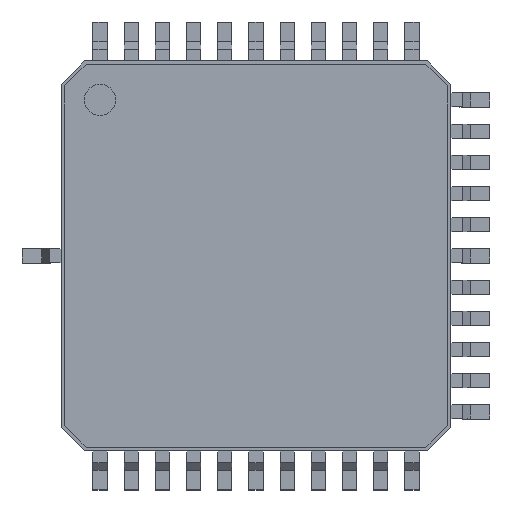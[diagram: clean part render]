
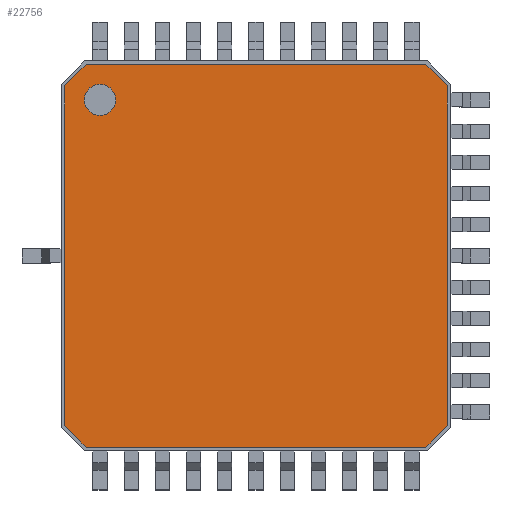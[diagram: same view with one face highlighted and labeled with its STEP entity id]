
A CAD part, top view. The second image highlights one B-rep face of the part: STEP entity #22756.
In plain terms, the highlighted planar face has unit normal (0, 0, 1).
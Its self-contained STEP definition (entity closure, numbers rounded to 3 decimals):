
#21916 = PLANE('',#21917);
#21917 = AXIS2_PLACEMENT_3D('',#21918,#21919,#21920);
#21918 = CARTESIAN_POINT('',(-5.,5.,1.1));
#21919 = DIRECTION('',(0.,0.,1.));
#21920 = DIRECTION('',(1.,0.,0.));
#22136 = EDGE_CURVE('',#22137,#22139,#22141,.T.);
#22137 = VERTEX_POINT('',#22138);
#22138 = CARTESIAN_POINT('',(-4.9,4.359,1.1));
#22139 = VERTEX_POINT('',#22140);
#22140 = CARTESIAN_POINT('',(-4.9,-4.359,1.1));
#22141 = SURFACE_CURVE('',#22142,(#22146,#22153),.PCURVE_S1.);
#22142 = LINE('',#22143,#22144);
#22143 = CARTESIAN_POINT('',(-4.9,4.4,1.1));
#22144 = VECTOR('',#22145,1.);
#22145 = DIRECTION('',(0.,-1.,0.));
#22146 = PCURVE('',#21916,#22147);
#22147 = DEFINITIONAL_REPRESENTATION('',(#22148),#22152);
#22148 = LINE('',#22149,#22150);
#22149 = CARTESIAN_POINT('',(0.1,-0.6));
#22150 = VECTOR('',#22151,1.);
#22151 = DIRECTION('',(0.,-1.));
#22152 = ( GEOMETRIC_REPRESENTATION_CONTEXT(2) 
PARAMETRIC_REPRESENTATION_CONTEXT() REPRESENTATION_CONTEXT('2D SPACE',''
  ) );
#22153 = PCURVE('',#22154,#22159);
#22154 = PLANE('',#22155);
#22155 = AXIS2_PLACEMENT_3D('',#22156,#22157,#22158);
#22156 = CARTESIAN_POINT('',(-5.,5.,1.1));
#22157 = DIRECTION('',(0.,0.,1.));
#22158 = DIRECTION('',(1.,0.,0.));
#22159 = DEFINITIONAL_REPRESENTATION('',(#22160),#22164);
#22160 = LINE('',#22161,#22162);
#22161 = CARTESIAN_POINT('',(0.1,-0.6));
#22162 = VECTOR('',#22163,1.);
#22163 = DIRECTION('',(0.,-1.));
#22164 = ( GEOMETRIC_REPRESENTATION_CONTEXT(2) 
PARAMETRIC_REPRESENTATION_CONTEXT() REPRESENTATION_CONTEXT('2D SPACE',''
  ) );
#22166 = EDGE_CURVE('',#22137,#22167,#22169,.T.);
#22167 = VERTEX_POINT('',#22168);
#22168 = CARTESIAN_POINT('',(-4.359,4.9,1.1));
#22169 = SURFACE_CURVE('',#22170,(#22174,#22181),.PCURVE_S1.);
#22170 = LINE('',#22171,#22172);
#22171 = CARTESIAN_POINT('',(-4.929,4.329,1.1));
#22172 = VECTOR('',#22173,1.);
#22173 = DIRECTION('',(0.707,0.707,0.));
#22174 = PCURVE('',#21916,#22175);
#22175 = DEFINITIONAL_REPRESENTATION('',(#22176),#22180);
#22176 = LINE('',#22177,#22178);
#22177 = CARTESIAN_POINT('',(0.071,-0.671));
#22178 = VECTOR('',#22179,1.);
#22179 = DIRECTION('',(0.707,0.707));
#22180 = ( GEOMETRIC_REPRESENTATION_CONTEXT(2) 
PARAMETRIC_REPRESENTATION_CONTEXT() REPRESENTATION_CONTEXT('2D SPACE',''
  ) );
#22181 = PCURVE('',#22154,#22182);
#22182 = DEFINITIONAL_REPRESENTATION('',(#22183),#22187);
#22183 = LINE('',#22184,#22185);
#22184 = CARTESIAN_POINT('',(0.071,-0.671));
#22185 = VECTOR('',#22186,1.);
#22186 = DIRECTION('',(0.707,0.707));
#22187 = ( GEOMETRIC_REPRESENTATION_CONTEXT(2) 
PARAMETRIC_REPRESENTATION_CONTEXT() REPRESENTATION_CONTEXT('2D SPACE',''
  ) );
#22189 = EDGE_CURVE('',#22167,#22190,#22192,.T.);
#22190 = VERTEX_POINT('',#22191);
#22191 = CARTESIAN_POINT('',(4.359,4.9,1.1));
#22192 = SURFACE_CURVE('',#22193,(#22197,#22204),.PCURVE_S1.);
#22193 = LINE('',#22194,#22195);
#22194 = CARTESIAN_POINT('',(-4.4,4.9,1.1));
#22195 = VECTOR('',#22196,1.);
#22196 = DIRECTION('',(1.,0.,0.));
#22197 = PCURVE('',#21916,#22198);
#22198 = DEFINITIONAL_REPRESENTATION('',(#22199),#22203);
#22199 = LINE('',#22200,#22201);
#22200 = CARTESIAN_POINT('',(0.6,-0.1));
#22201 = VECTOR('',#22202,1.);
#22202 = DIRECTION('',(1.,0.));
#22203 = ( GEOMETRIC_REPRESENTATION_CONTEXT(2) 
PARAMETRIC_REPRESENTATION_CONTEXT() REPRESENTATION_CONTEXT('2D SPACE',''
  ) );
#22204 = PCURVE('',#22154,#22205);
#22205 = DEFINITIONAL_REPRESENTATION('',(#22206),#22210);
#22206 = LINE('',#22207,#22208);
#22207 = CARTESIAN_POINT('',(0.6,-0.1));
#22208 = VECTOR('',#22209,1.);
#22209 = DIRECTION('',(1.,0.));
#22210 = ( GEOMETRIC_REPRESENTATION_CONTEXT(2) 
PARAMETRIC_REPRESENTATION_CONTEXT() REPRESENTATION_CONTEXT('2D SPACE',''
  ) );
#22212 = EDGE_CURVE('',#22213,#22190,#22215,.T.);
#22213 = VERTEX_POINT('',#22214);
#22214 = CARTESIAN_POINT('',(4.9,4.359,1.1));
#22215 = SURFACE_CURVE('',#22216,(#22220,#22227),.PCURVE_S1.);
#22216 = LINE('',#22217,#22218);
#22217 = CARTESIAN_POINT('',(4.929,4.329,1.1));
#22218 = VECTOR('',#22219,1.);
#22219 = DIRECTION('',(-0.707,0.707,0.));
#22220 = PCURVE('',#21916,#22221);
#22221 = DEFINITIONAL_REPRESENTATION('',(#22222),#22226);
#22222 = LINE('',#22223,#22224);
#22223 = CARTESIAN_POINT('',(9.929,-0.671));
#22224 = VECTOR('',#22225,1.);
#22225 = DIRECTION('',(-0.707,0.707));
#22226 = ( GEOMETRIC_REPRESENTATION_CONTEXT(2) 
PARAMETRIC_REPRESENTATION_CONTEXT() REPRESENTATION_CONTEXT('2D SPACE',''
  ) );
#22227 = PCURVE('',#22154,#22228);
#22228 = DEFINITIONAL_REPRESENTATION('',(#22229),#22233);
#22229 = LINE('',#22230,#22231);
#22230 = CARTESIAN_POINT('',(9.929,-0.671));
#22231 = VECTOR('',#22232,1.);
#22232 = DIRECTION('',(-0.707,0.707));
#22233 = ( GEOMETRIC_REPRESENTATION_CONTEXT(2) 
PARAMETRIC_REPRESENTATION_CONTEXT() REPRESENTATION_CONTEXT('2D SPACE',''
  ) );
#22235 = EDGE_CURVE('',#22213,#22236,#22238,.T.);
#22236 = VERTEX_POINT('',#22237);
#22237 = CARTESIAN_POINT('',(4.9,-4.359,1.1));
#22238 = SURFACE_CURVE('',#22239,(#22243,#22250),.PCURVE_S1.);
#22239 = LINE('',#22240,#22241);
#22240 = CARTESIAN_POINT('',(4.9,4.4,1.1));
#22241 = VECTOR('',#22242,1.);
#22242 = DIRECTION('',(0.,-1.,0.));
#22243 = PCURVE('',#21916,#22244);
#22244 = DEFINITIONAL_REPRESENTATION('',(#22245),#22249);
#22245 = LINE('',#22246,#22247);
#22246 = CARTESIAN_POINT('',(9.9,-0.6));
#22247 = VECTOR('',#22248,1.);
#22248 = DIRECTION('',(0.,-1.));
#22249 = ( GEOMETRIC_REPRESENTATION_CONTEXT(2) 
PARAMETRIC_REPRESENTATION_CONTEXT() REPRESENTATION_CONTEXT('2D SPACE',''
  ) );
#22250 = PCURVE('',#22154,#22251);
#22251 = DEFINITIONAL_REPRESENTATION('',(#22252),#22256);
#22252 = LINE('',#22253,#22254);
#22253 = CARTESIAN_POINT('',(9.9,-0.6));
#22254 = VECTOR('',#22255,1.);
#22255 = DIRECTION('',(0.,-1.));
#22256 = ( GEOMETRIC_REPRESENTATION_CONTEXT(2) 
PARAMETRIC_REPRESENTATION_CONTEXT() REPRESENTATION_CONTEXT('2D SPACE',''
  ) );
#22258 = EDGE_CURVE('',#22236,#22259,#22261,.T.);
#22259 = VERTEX_POINT('',#22260);
#22260 = CARTESIAN_POINT('',(4.359,-4.9,1.1));
#22261 = SURFACE_CURVE('',#22262,(#22266,#22273),.PCURVE_S1.);
#22262 = LINE('',#22263,#22264);
#22263 = CARTESIAN_POINT('',(4.929,-4.329,1.1));
#22264 = VECTOR('',#22265,1.);
#22265 = DIRECTION('',(-0.707,-0.707,0.));
#22266 = PCURVE('',#21916,#22267);
#22267 = DEFINITIONAL_REPRESENTATION('',(#22268),#22272);
#22268 = LINE('',#22269,#22270);
#22269 = CARTESIAN_POINT('',(9.929,-9.329));
#22270 = VECTOR('',#22271,1.);
#22271 = DIRECTION('',(-0.707,-0.707));
#22272 = ( GEOMETRIC_REPRESENTATION_CONTEXT(2) 
PARAMETRIC_REPRESENTATION_CONTEXT() REPRESENTATION_CONTEXT('2D SPACE',''
  ) );
#22273 = PCURVE('',#22154,#22274);
#22274 = DEFINITIONAL_REPRESENTATION('',(#22275),#22279);
#22275 = LINE('',#22276,#22277);
#22276 = CARTESIAN_POINT('',(9.929,-9.329));
#22277 = VECTOR('',#22278,1.);
#22278 = DIRECTION('',(-0.707,-0.707));
#22279 = ( GEOMETRIC_REPRESENTATION_CONTEXT(2) 
PARAMETRIC_REPRESENTATION_CONTEXT() REPRESENTATION_CONTEXT('2D SPACE',''
  ) );
#22281 = EDGE_CURVE('',#22282,#22259,#22284,.T.);
#22282 = VERTEX_POINT('',#22283);
#22283 = CARTESIAN_POINT('',(-4.359,-4.9,1.1));
#22284 = SURFACE_CURVE('',#22285,(#22289,#22296),.PCURVE_S1.);
#22285 = LINE('',#22286,#22287);
#22286 = CARTESIAN_POINT('',(-4.4,-4.9,1.1));
#22287 = VECTOR('',#22288,1.);
#22288 = DIRECTION('',(1.,0.,0.));
#22289 = PCURVE('',#21916,#22290);
#22290 = DEFINITIONAL_REPRESENTATION('',(#22291),#22295);
#22291 = LINE('',#22292,#22293);
#22292 = CARTESIAN_POINT('',(0.6,-9.9));
#22293 = VECTOR('',#22294,1.);
#22294 = DIRECTION('',(1.,0.));
#22295 = ( GEOMETRIC_REPRESENTATION_CONTEXT(2) 
PARAMETRIC_REPRESENTATION_CONTEXT() REPRESENTATION_CONTEXT('2D SPACE',''
  ) );
#22296 = PCURVE('',#22154,#22297);
#22297 = DEFINITIONAL_REPRESENTATION('',(#22298),#22302);
#22298 = LINE('',#22299,#22300);
#22299 = CARTESIAN_POINT('',(0.6,-9.9));
#22300 = VECTOR('',#22301,1.);
#22301 = DIRECTION('',(1.,0.));
#22302 = ( GEOMETRIC_REPRESENTATION_CONTEXT(2) 
PARAMETRIC_REPRESENTATION_CONTEXT() REPRESENTATION_CONTEXT('2D SPACE',''
  ) );
#22304 = EDGE_CURVE('',#22139,#22282,#22305,.T.);
#22305 = SURFACE_CURVE('',#22306,(#22310,#22317),.PCURVE_S1.);
#22306 = LINE('',#22307,#22308);
#22307 = CARTESIAN_POINT('',(-4.929,-4.329,1.1));
#22308 = VECTOR('',#22309,1.);
#22309 = DIRECTION('',(0.707,-0.707,0.));
#22310 = PCURVE('',#21916,#22311);
#22311 = DEFINITIONAL_REPRESENTATION('',(#22312),#22316);
#22312 = LINE('',#22313,#22314);
#22313 = CARTESIAN_POINT('',(0.071,-9.329));
#22314 = VECTOR('',#22315,1.);
#22315 = DIRECTION('',(0.707,-0.707));
#22316 = ( GEOMETRIC_REPRESENTATION_CONTEXT(2) 
PARAMETRIC_REPRESENTATION_CONTEXT() REPRESENTATION_CONTEXT('2D SPACE',''
  ) );
#22317 = PCURVE('',#22154,#22318);
#22318 = DEFINITIONAL_REPRESENTATION('',(#22319),#22323);
#22319 = LINE('',#22320,#22321);
#22320 = CARTESIAN_POINT('',(0.071,-9.329));
#22321 = VECTOR('',#22322,1.);
#22322 = DIRECTION('',(0.707,-0.707));
#22323 = ( GEOMETRIC_REPRESENTATION_CONTEXT(2) 
PARAMETRIC_REPRESENTATION_CONTEXT() REPRESENTATION_CONTEXT('2D SPACE',''
  ) );
#22756 = ADVANCED_FACE('',(#22757,#22767),#22154,.T.);
#22757 = FACE_BOUND('',#22758,.T.);
#22758 = EDGE_LOOP('',(#22759,#22760,#22761,#22762,#22763,#22764,#22765,
    #22766));
#22759 = ORIENTED_EDGE('',*,*,#22166,.F.);
#22760 = ORIENTED_EDGE('',*,*,#22136,.T.);
#22761 = ORIENTED_EDGE('',*,*,#22304,.T.);
#22762 = ORIENTED_EDGE('',*,*,#22281,.T.);
#22763 = ORIENTED_EDGE('',*,*,#22258,.F.);
#22764 = ORIENTED_EDGE('',*,*,#22235,.F.);
#22765 = ORIENTED_EDGE('',*,*,#22212,.T.);
#22766 = ORIENTED_EDGE('',*,*,#22189,.F.);
#22767 = FACE_BOUND('',#22768,.T.);
#22768 = EDGE_LOOP('',(#22769));
#22769 = ORIENTED_EDGE('',*,*,#22770,.F.);
#22770 = EDGE_CURVE('',#22771,#22771,#22773,.T.);
#22771 = VERTEX_POINT('',#22772);
#22772 = CARTESIAN_POINT('',(-3.6,4.,1.1));
#22773 = SURFACE_CURVE('',#22774,(#22779,#22786),.PCURVE_S1.);
#22774 = CIRCLE('',#22775,0.4);
#22775 = AXIS2_PLACEMENT_3D('',#22776,#22777,#22778);
#22776 = CARTESIAN_POINT('',(-4.,4.,1.1));
#22777 = DIRECTION('',(0.,0.,1.));
#22778 = DIRECTION('',(1.,0.,0.));
#22779 = PCURVE('',#22154,#22780);
#22780 = DEFINITIONAL_REPRESENTATION('',(#22781),#22785);
#22781 = CIRCLE('',#22782,0.4);
#22782 = AXIS2_PLACEMENT_2D('',#22783,#22784);
#22783 = CARTESIAN_POINT('',(1.,-1.));
#22784 = DIRECTION('',(1.,0.));
#22785 = ( GEOMETRIC_REPRESENTATION_CONTEXT(2) 
PARAMETRIC_REPRESENTATION_CONTEXT() REPRESENTATION_CONTEXT('2D SPACE',''
  ) );
#22786 = PCURVE('',#22787,#22792);
#22787 = CYLINDRICAL_SURFACE('',#22788,0.4);
#22788 = AXIS2_PLACEMENT_3D('',#22789,#22790,#22791);
#22789 = CARTESIAN_POINT('',(-4.,4.,1.));
#22790 = DIRECTION('',(0.,0.,1.));
#22791 = DIRECTION('',(1.,0.,0.));
#22792 = DEFINITIONAL_REPRESENTATION('',(#22793),#22797);
#22793 = LINE('',#22794,#22795);
#22794 = CARTESIAN_POINT('',(0.,0.1));
#22795 = VECTOR('',#22796,1.);
#22796 = DIRECTION('',(1.,0.));
#22797 = ( GEOMETRIC_REPRESENTATION_CONTEXT(2) 
PARAMETRIC_REPRESENTATION_CONTEXT() REPRESENTATION_CONTEXT('2D SPACE',''
  ) );
